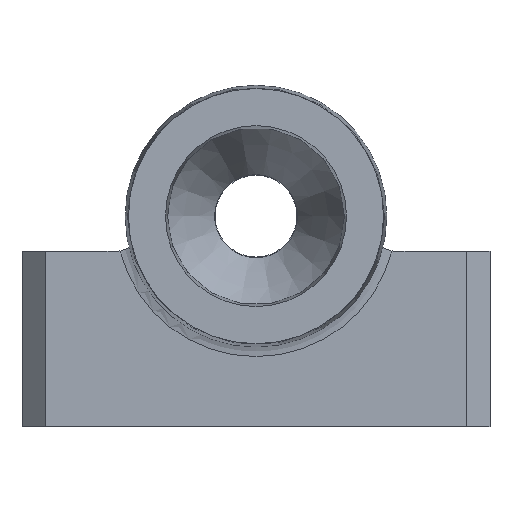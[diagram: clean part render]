
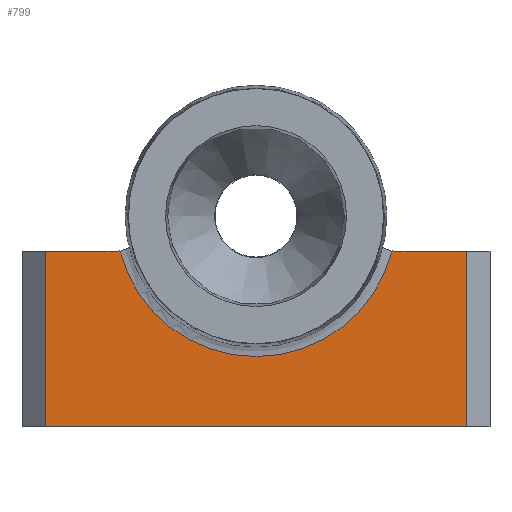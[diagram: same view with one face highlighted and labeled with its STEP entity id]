
A CAD part, front view. The second image highlights one B-rep face of the part: STEP entity #799.
In plain terms, the highlighted planar face has unit normal (0, -1, 0).
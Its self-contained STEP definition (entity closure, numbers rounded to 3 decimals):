
#48=PLANE('',#888);
#99=FACE_OUTER_BOUND('',#150,.T.);
#150=EDGE_LOOP('',(#638,#639,#640,#641,#642,#643,#644,#645));
#214=CIRCLE('',#882,12.);
#216=CIRCLE('',#885,2.);
#217=CIRCLE('',#887,2.);
#262=LINE('',#1403,#315);
#268=LINE('',#1454,#321);
#269=LINE('',#1456,#322);
#270=LINE('',#1458,#323);
#271=LINE('',#1459,#324);
#315=VECTOR('',#1037,10.);
#321=VECTOR('',#1061,10.);
#322=VECTOR('',#1062,10.);
#323=VECTOR('',#1063,10.);
#324=VECTOR('',#1064,10.);
#382=VERTEX_POINT('',#1400);
#383=VERTEX_POINT('',#1402);
#386=VERTEX_POINT('',#1410);
#387=VERTEX_POINT('',#1411);
#390=VERTEX_POINT('',#1448);
#391=VERTEX_POINT('',#1453);
#392=VERTEX_POINT('',#1455);
#393=VERTEX_POINT('',#1457);
#472=EDGE_CURVE('',#383,#382,#262,.T.);
#476=EDGE_CURVE('',#386,#387,#214,.T.);
#481=EDGE_CURVE('',#387,#382,#216,.T.);
#483=EDGE_CURVE('',#390,#386,#217,.T.);
#485=EDGE_CURVE('',#390,#391,#268,.T.);
#486=EDGE_CURVE('',#392,#391,#269,.T.);
#487=EDGE_CURVE('',#392,#393,#270,.T.);
#488=EDGE_CURVE('',#383,#393,#271,.T.);
#638=ORIENTED_EDGE('',*,*,#476,.F.);
#639=ORIENTED_EDGE('',*,*,#483,.F.);
#640=ORIENTED_EDGE('',*,*,#485,.T.);
#641=ORIENTED_EDGE('',*,*,#486,.F.);
#642=ORIENTED_EDGE('',*,*,#487,.T.);
#643=ORIENTED_EDGE('',*,*,#488,.F.);
#644=ORIENTED_EDGE('',*,*,#472,.T.);
#645=ORIENTED_EDGE('',*,*,#481,.F.);
#799=ADVANCED_FACE('',(#99),#48,.T.);
#882=AXIS2_PLACEMENT_3D('',#1412,#1044,#1045);
#885=AXIS2_PLACEMENT_3D('',#1446,#1051,#1052);
#887=AXIS2_PLACEMENT_3D('',#1450,#1056,#1057);
#888=AXIS2_PLACEMENT_3D('',#1452,#1059,#1060);
#1037=DIRECTION('',(-1.,0.,0.));
#1044=DIRECTION('center_axis',(0.,-1.,0.));
#1045=DIRECTION('ref_axis',(0.,0.,-1.));
#1051=DIRECTION('center_axis',(0.,-1.,0.));
#1052=DIRECTION('ref_axis',(-0.736,0.,-0.677));
#1056=DIRECTION('center_axis',(0.,-1.,0.));
#1057=DIRECTION('ref_axis',(0.736,0.,-0.677));
#1059=DIRECTION('center_axis',(0.,-1.,0.));
#1060=DIRECTION('ref_axis',(1.,0.,0.));
#1061=DIRECTION('',(-1.,0.,0.));
#1062=DIRECTION('',(0.,0.,1.));
#1063=DIRECTION('',(1.,0.,0.));
#1064=DIRECTION('',(0.,0.,-1.));
#1400=CARTESIAN_POINT('',(11.958,-30.,-3.));
#1402=CARTESIAN_POINT('',(18.,-30.,-3.));
#1403=CARTESIAN_POINT('',(20.,-30.,-3.));
#1410=CARTESIAN_POINT('',(-11.626,-30.,-2.972));
#1411=CARTESIAN_POINT('',(11.626,-30.,-2.972));
#1412=CARTESIAN_POINT('Origin',(0.,-30.,0.));
#1446=CARTESIAN_POINT('Origin',(11.958,-30.,-1.));
#1448=CARTESIAN_POINT('',(-11.958,-30.,-3.));
#1450=CARTESIAN_POINT('Origin',(-11.958,-30.,-1.));
#1452=CARTESIAN_POINT('Origin',(0.,-30.,-6.5));
#1453=CARTESIAN_POINT('',(-18.,-30.,-3.));
#1454=CARTESIAN_POINT('',(20.,-30.,-3.));
#1455=CARTESIAN_POINT('',(-18.,-30.,-18.));
#1456=CARTESIAN_POINT('',(-18.,-30.,-4.75));
#1457=CARTESIAN_POINT('',(18.,-30.,-18.));
#1458=CARTESIAN_POINT('',(-20.,-30.,-18.));
#1459=CARTESIAN_POINT('',(18.,-30.,-12.25));
